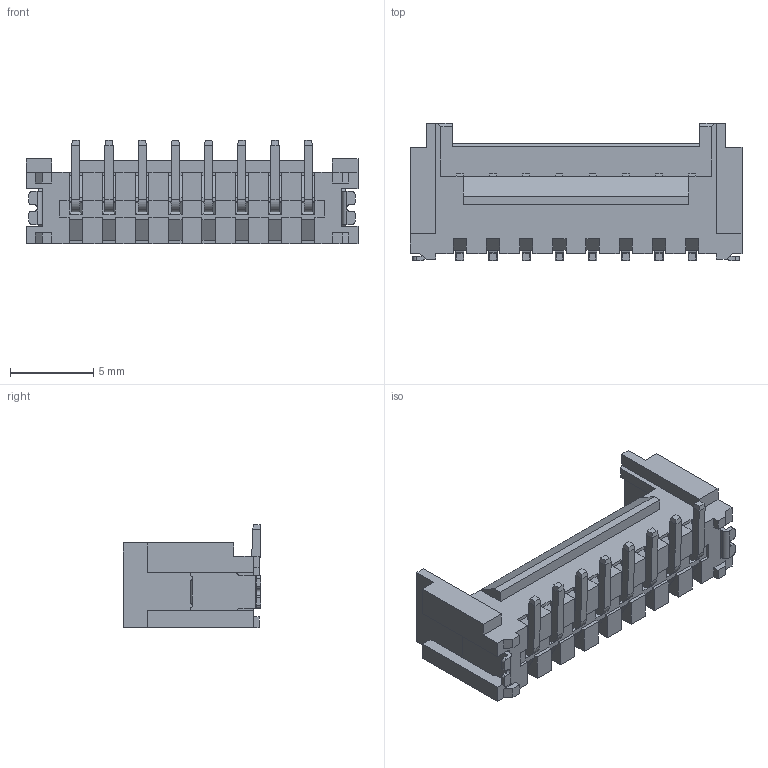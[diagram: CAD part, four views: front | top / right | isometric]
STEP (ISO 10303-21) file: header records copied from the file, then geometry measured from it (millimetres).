
FILE_DESCRIPTION (( 'STEP AP214' ), '1' );
FILE_NAME ('WF09-0N08T83N11.STEP', '2023-08-11T14:52:54', ( '' ), ( '' ), 'SwSTEP 2.0', 'SolidWorks 2023', '' );
FILE_SCHEMA (( 'AUTOMOTIVE_DESIGN' ));
Length unit declared in the file: millimetre
Products named in the file (1): WF09-0N08T83N11
Bounding box: 20 x 8.3 x 6.22 mm (x, y, z)
Volume: 296.6 mm3; surface area: 933.8 mm2
Topology: 1 solids, 1 shells, 487 faces, 1325 edges, 848 vertices
Faces by surface type: plane 437, cylinder 50
Entity records: 19871 total; most frequent: CARTESIAN_POINT 2685, ORIENTED_EDGE 2650, DIRECTION 2397, EDGE_CURVE 1325, VECTOR 1213, LINE 1213, VERTEX_POINT 848, AXIS2_PLACEMENT_3D 592
